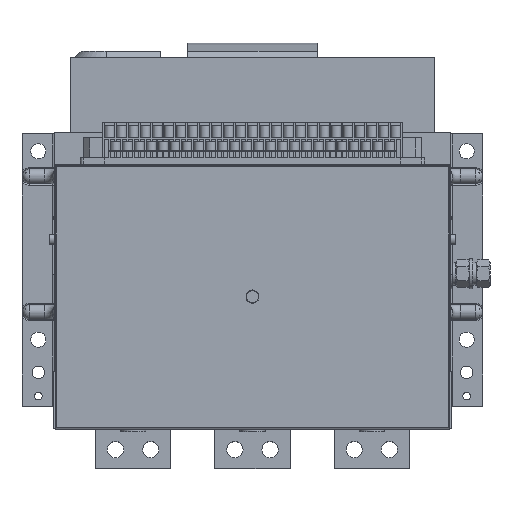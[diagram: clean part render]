
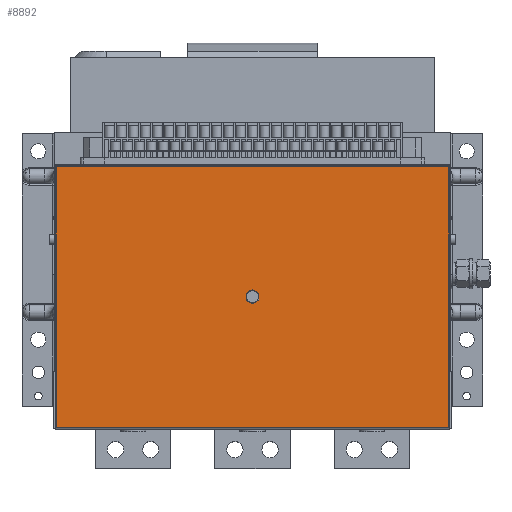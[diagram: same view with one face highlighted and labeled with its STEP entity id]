
A CAD part, top view. The second image highlights one B-rep face of the part: STEP entity #8892.
In plain terms, the highlighted planar face has unit normal (0, 0, 1).
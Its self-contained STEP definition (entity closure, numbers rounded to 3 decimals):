
#8892=ADVANCED_FACE('',(#20683),#20685,.T.);
#20683=FACE_BOUND('',#20684,.T.);
#20684=EDGE_LOOP('',(#34303,#34304,#34305,#34306));
#20685=PLANE('',#20686);
#20686=AXIS2_PLACEMENT_3D('',#20687,#20688,#20689);
#20687=CARTESIAN_POINT('',(0.,0.,0.));
#20688=DIRECTION('',(0.,0.,1.));
#20689=DIRECTION('',(-1.,0.,0.));
#34303=ORIENTED_EDGE('',*,*,#41739,.T.);
#34304=ORIENTED_EDGE('',*,*,#41129,.T.);
#34305=ORIENTED_EDGE('',*,*,#41740,.T.);
#34306=ORIENTED_EDGE('',*,*,#41111,.T.);
#41111=EDGE_CURVE('',#48066,#48064,#48067,.T.);
#41129=EDGE_CURVE('',#48100,#48098,#48101,.T.);
#41739=EDGE_CURVE('',#48064,#48100,#49247,.T.);
#41740=EDGE_CURVE('',#48098,#48066,#49248,.T.);
#48064=VERTEX_POINT('',#62615);
#48066=VERTEX_POINT('',#62620);
#48067=LINE('',#62621,#62622);
#48098=VERTEX_POINT('',#62691);
#48100=VERTEX_POINT('',#62696);
#48101=LINE('',#62697,#62698);
#49247=LINE('',#65305,#65306);
#49248=LINE('',#65308,#65309);
#62615=CARTESIAN_POINT('',(-157.,-104.5,0.));
#62620=CARTESIAN_POINT('',(-157.,104.5,0.));
#62621=CARTESIAN_POINT('',(-157.,104.5,0.));
#62622=VECTOR('',#62623,1.);
#62623=DIRECTION('',(0.,-1.,0.));
#62691=CARTESIAN_POINT('',(157.,104.5,0.));
#62696=CARTESIAN_POINT('',(157.,-104.5,0.));
#62697=CARTESIAN_POINT('',(157.,-104.5,0.));
#62698=VECTOR('',#62699,1.);
#62699=DIRECTION('',(0.,1.,0.));
#65305=CARTESIAN_POINT('',(-157.,-104.5,0.));
#65306=VECTOR('',#65307,1.);
#65307=DIRECTION('',(1.,0.,0.));
#65308=CARTESIAN_POINT('',(157.,104.5,0.));
#65309=VECTOR('',#65310,1.);
#65310=DIRECTION('',(-1.,0.,0.));
